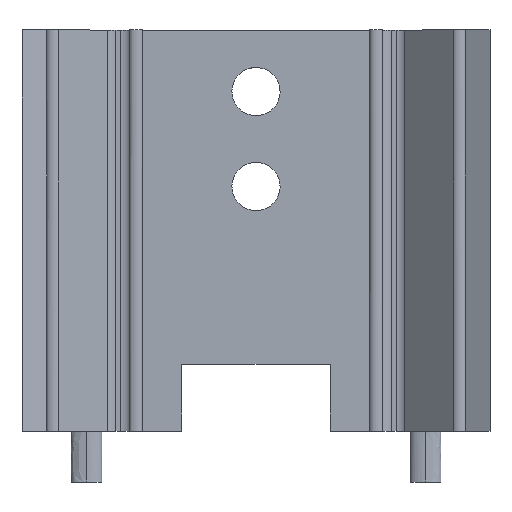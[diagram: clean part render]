
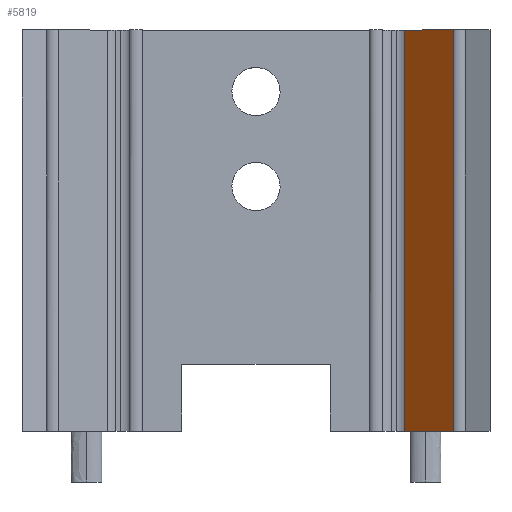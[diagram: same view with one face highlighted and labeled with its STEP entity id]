
A CAD part, top view. The second image highlights one B-rep face of the part: STEP entity #5819.
In plain terms, the highlighted free-form (B-spline) face has degree [1, 1] with [2, 2] control points.
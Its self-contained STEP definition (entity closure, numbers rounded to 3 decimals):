
#53 = B_SPLINE_SURFACE_WITH_KNOTS('',1,1,(
    (#54,#55)
    ,(#56,#57)),.UNSPECIFIED.,.F.,.F.,.F.,(2,2),(2,2),(-0.453,
    24.678),(14.528,29.779),
  .PIECEWISE_BEZIER_KNOTS.);
#54 = CARTESIAN_POINT('',(5.55,0.,-6.283));
#55 = CARTESIAN_POINT('',(20.8,0.,-6.283));
#56 = CARTESIAN_POINT('',(5.55,0.,6.283));
#57 = CARTESIAN_POINT('',(20.8,0.,6.283));
#1704 = VERTEX_POINT('',#1705);
#1705 = CARTESIAN_POINT('',(11.084,0.,2.592));
#1719 = ( BOUNDED_SURFACE() B_SPLINE_SURFACE(2,1,(
    (#1720,#1721)
    ,(#1722,#1723)
    ,(#1724,#1725
)),.UNSPECIFIED.,.F.,.F.,.F.) B_SPLINE_SURFACE_WITH_KNOTS((3,3),(2,2),(
    0.,1.09),(33.5,63.5),.PIECEWISE_BEZIER_KNOTS.) 
GEOMETRIC_REPRESENTATION_ITEM() RATIONAL_B_SPLINE_SURFACE((
    (1.,1.)
    ,(0.855,0.855)
,(1.,1.))) REPRESENTATION_ITEM('') SURFACE() );
#1720 = CARTESIAN_POINT('',(10.481,30.,2.409));
#1721 = CARTESIAN_POINT('',(10.481,0.,
    2.409));
#1722 = CARTESIAN_POINT('',(10.893,30.,2.409));
#1723 = CARTESIAN_POINT('',(10.893,0.,
    2.409));
#1724 = CARTESIAN_POINT('',(11.084,30.,2.592));
#1725 = CARTESIAN_POINT('',(11.084,0.,
    2.592));
#1733 = EDGE_CURVE('',#1704,#1734,#1736,.T.);
#1734 = VERTEX_POINT('',#1735);
#1735 = CARTESIAN_POINT('',(14.792,0.,6.15));
#1736 = SURFACE_CURVE('',#1737,(#1740,#1746),.PCURVE_S1.);
#1737 = B_SPLINE_CURVE_WITH_KNOTS('',1,(#1738,#1739),.UNSPECIFIED.,.F.,
  .F.,(2,2),(-8.024,0.),
  .PIECEWISE_BEZIER_KNOTS.);
#1738 = CARTESIAN_POINT('',(11.084,0.,2.592));
#1739 = CARTESIAN_POINT('',(14.792,0.,6.15));
#1740 = PCURVE('',#53,#1741);
#1741 = DEFINITIONAL_REPRESENTATION('',(#1742),#1745);
#1742 = B_SPLINE_CURVE_WITH_KNOTS('',1,(#1743,#1744),.UNSPECIFIED.,.F.,
  .F.,(2,2),(-8.024,0.),
  .PIECEWISE_BEZIER_KNOTS.);
#1743 = CARTESIAN_POINT('',(17.296,20.062));
#1744 = CARTESIAN_POINT('',(24.412,23.771));
#1745 = ( GEOMETRIC_REPRESENTATION_CONTEXT(2) 
PARAMETRIC_REPRESENTATION_CONTEXT() REPRESENTATION_CONTEXT('2D SPACE',''
  ) );
#1746 = PCURVE('',#1747,#1752);
#1747 = B_SPLINE_SURFACE_WITH_KNOTS('',1,1,(
    (#1748,#1749)
    ,(#1750,#1751
    )),.UNSPECIFIED.,.F.,.F.,.F.,(2,2),(2,2),(0.,
    8.024),(-63.5,-33.5),.PIECEWISE_BEZIER_KNOTS.);
#1748 = CARTESIAN_POINT('',(14.792,0.,6.15));
#1749 = CARTESIAN_POINT('',(14.792,30.,6.15));
#1750 = CARTESIAN_POINT('',(11.084,0.,2.592));
#1751 = CARTESIAN_POINT('',(11.084,30.,2.592));
#1752 = DEFINITIONAL_REPRESENTATION('',(#1753),#1756);
#1753 = B_SPLINE_CURVE_WITH_KNOTS('',1,(#1754,#1755),.UNSPECIFIED.,.F.,
  .F.,(2,2),(-8.024,0.),
  .PIECEWISE_BEZIER_KNOTS.);
#1754 = CARTESIAN_POINT('',(8.024,-63.5));
#1755 = CARTESIAN_POINT('',(0.,-63.5));
#1756 = ( GEOMETRIC_REPRESENTATION_CONTEXT(2) 
PARAMETRIC_REPRESENTATION_CONTEXT() REPRESENTATION_CONTEXT('2D SPACE',''
  ) );
#1778 = ( BOUNDED_SURFACE() B_SPLINE_SURFACE(2,1,(
    (#1779,#1780)
    ,(#1781,#1782)
    ,(#1783,#1784)
    ,(#1785,#1786)
    ,(#1787,#1788
)),.UNSPECIFIED.,.F.,.F.,.F.) B_SPLINE_SURFACE_WITH_KNOTS((3,2,3),(2,2),
  (1.09,2.661,4.232),(33.5,63.5),
.PIECEWISE_BEZIER_KNOTS.) GEOMETRIC_REPRESENTATION_ITEM() 
RATIONAL_B_SPLINE_SURFACE((
    (1.,1.)
    ,(0.707,0.707)
    ,(1.,1.)
    ,(0.707,0.707)
,(1.,1.))) REPRESENTATION_ITEM('') SURFACE() );
#1779 = CARTESIAN_POINT('',(15.595,30.,5.94));
#1780 = CARTESIAN_POINT('',(15.595,0.,
    5.94));
#1781 = CARTESIAN_POINT('',(15.805,30.,6.141));
#1782 = CARTESIAN_POINT('',(15.805,0.,
    6.141));
#1783 = CARTESIAN_POINT('',(15.403,30.,6.246));
#1784 = CARTESIAN_POINT('',(15.403,0.,
    6.246));
#1785 = CARTESIAN_POINT('',(15.001,30.,6.35));
#1786 = CARTESIAN_POINT('',(15.001,0.,
    6.35));
#1787 = CARTESIAN_POINT('',(14.792,30.,6.15));
#1788 = CARTESIAN_POINT('',(14.792,0.,
    6.15));
#2891 = B_SPLINE_SURFACE_WITH_KNOTS('',1,1,(
    (#2892,#2893)
    ,(#2894,#2895
    )),.UNSPECIFIED.,.F.,.F.,.F.,(2,2),(2,2),(12.434,
    37.566),(4.2,45.8),
  .PIECEWISE_BEZIER_KNOTS.);
#2892 = CARTESIAN_POINT('',(-20.8,30.,-6.283));
#2893 = CARTESIAN_POINT('',(20.8,30.,-6.283));
#2894 = CARTESIAN_POINT('',(-20.8,30.,6.283));
#2895 = CARTESIAN_POINT('',(20.8,30.,6.283));
#5770 = EDGE_CURVE('',#5771,#1734,#5773,.T.);
#5771 = VERTEX_POINT('',#5772);
#5772 = CARTESIAN_POINT('',(14.792,30.,6.15));
#5773 = SURFACE_CURVE('',#5774,(#5777,#5784),.PCURVE_S1.);
#5774 = B_SPLINE_CURVE_WITH_KNOTS('',1,(#5775,#5776),.UNSPECIFIED.,.F.,
  .F.,(2,2),(33.5,63.5),.PIECEWISE_BEZIER_KNOTS.);
#5775 = CARTESIAN_POINT('',(14.792,30.,6.15));
#5776 = CARTESIAN_POINT('',(14.792,0.,6.15));
#5777 = PCURVE('',#1778,#5778);
#5778 = DEFINITIONAL_REPRESENTATION('',(#5779),#5783);
#5779 = B_SPLINE_CURVE_WITH_KNOTS('',2,(#5780,#5781,#5782),
  .UNSPECIFIED.,.F.,.F.,(3,3),(33.5,63.5),.PIECEWISE_BEZIER_KNOTS.);
#5780 = CARTESIAN_POINT('',(4.232,33.5));
#5781 = CARTESIAN_POINT('',(4.232,48.5));
#5782 = CARTESIAN_POINT('',(4.232,63.5));
#5783 = ( GEOMETRIC_REPRESENTATION_CONTEXT(2) 
PARAMETRIC_REPRESENTATION_CONTEXT() REPRESENTATION_CONTEXT('2D SPACE',''
  ) );
#5784 = PCURVE('',#1747,#5785);
#5785 = DEFINITIONAL_REPRESENTATION('',(#5786),#5789);
#5786 = B_SPLINE_CURVE_WITH_KNOTS('',1,(#5787,#5788),.UNSPECIFIED.,.F.,
  .F.,(2,2),(33.5,63.5),.PIECEWISE_BEZIER_KNOTS.);
#5787 = CARTESIAN_POINT('',(0.,-33.5));
#5788 = CARTESIAN_POINT('',(0.,-63.5));
#5789 = ( GEOMETRIC_REPRESENTATION_CONTEXT(2) 
PARAMETRIC_REPRESENTATION_CONTEXT() REPRESENTATION_CONTEXT('2D SPACE',''
  ) );
#5819 = ADVANCED_FACE('',(#5820),#1747,.F.);
#5820 = FACE_BOUND('',#5821,.F.);
#5821 = EDGE_LOOP('',(#5822,#5823,#5844,#5862));
#5822 = ORIENTED_EDGE('',*,*,#1733,.F.);
#5823 = ORIENTED_EDGE('',*,*,#5824,.F.);
#5824 = EDGE_CURVE('',#5825,#1704,#5827,.T.);
#5825 = VERTEX_POINT('',#5826);
#5826 = CARTESIAN_POINT('',(11.084,30.,2.592));
#5827 = SURFACE_CURVE('',#5828,(#5831,#5837),.PCURVE_S1.);
#5828 = B_SPLINE_CURVE_WITH_KNOTS('',1,(#5829,#5830),.UNSPECIFIED.,.F.,
  .F.,(2,2),(33.5,63.5),.PIECEWISE_BEZIER_KNOTS.);
#5829 = CARTESIAN_POINT('',(11.084,30.,2.592));
#5830 = CARTESIAN_POINT('',(11.084,0.,2.592));
#5831 = PCURVE('',#1747,#5832);
#5832 = DEFINITIONAL_REPRESENTATION('',(#5833),#5836);
#5833 = B_SPLINE_CURVE_WITH_KNOTS('',1,(#5834,#5835),.UNSPECIFIED.,.F.,
  .F.,(2,2),(33.5,63.5),.PIECEWISE_BEZIER_KNOTS.);
#5834 = CARTESIAN_POINT('',(8.024,-33.5));
#5835 = CARTESIAN_POINT('',(8.024,-63.5));
#5836 = ( GEOMETRIC_REPRESENTATION_CONTEXT(2) 
PARAMETRIC_REPRESENTATION_CONTEXT() REPRESENTATION_CONTEXT('2D SPACE',''
  ) );
#5837 = PCURVE('',#1719,#5838);
#5838 = DEFINITIONAL_REPRESENTATION('',(#5839),#5843);
#5839 = B_SPLINE_CURVE_WITH_KNOTS('',2,(#5840,#5841,#5842),
  .UNSPECIFIED.,.F.,.F.,(3,3),(33.5,63.5),.PIECEWISE_BEZIER_KNOTS.);
#5840 = CARTESIAN_POINT('',(1.09,33.5));
#5841 = CARTESIAN_POINT('',(1.09,48.5));
#5842 = CARTESIAN_POINT('',(1.09,63.5));
#5843 = ( GEOMETRIC_REPRESENTATION_CONTEXT(2) 
PARAMETRIC_REPRESENTATION_CONTEXT() REPRESENTATION_CONTEXT('2D SPACE',''
  ) );
#5844 = ORIENTED_EDGE('',*,*,#5845,.T.);
#5845 = EDGE_CURVE('',#5825,#5771,#5846,.T.);
#5846 = SURFACE_CURVE('',#5847,(#5850,#5856),.PCURVE_S1.);
#5847 = B_SPLINE_CURVE_WITH_KNOTS('',1,(#5848,#5849),.UNSPECIFIED.,.F.,
  .F.,(2,2),(17.71,25.734),.PIECEWISE_BEZIER_KNOTS.);
#5848 = CARTESIAN_POINT('',(11.084,30.,2.592));
#5849 = CARTESIAN_POINT('',(14.792,30.,6.15));
#5850 = PCURVE('',#1747,#5851);
#5851 = DEFINITIONAL_REPRESENTATION('',(#5852),#5855);
#5852 = B_SPLINE_CURVE_WITH_KNOTS('',1,(#5853,#5854),.UNSPECIFIED.,.F.,
  .F.,(2,2),(17.71,25.734),.PIECEWISE_BEZIER_KNOTS.);
#5853 = CARTESIAN_POINT('',(8.024,-33.5));
#5854 = CARTESIAN_POINT('',(0.,-33.5));
#5855 = ( GEOMETRIC_REPRESENTATION_CONTEXT(2) 
PARAMETRIC_REPRESENTATION_CONTEXT() REPRESENTATION_CONTEXT('2D SPACE',''
  ) );
#5856 = PCURVE('',#2891,#5857);
#5857 = DEFINITIONAL_REPRESENTATION('',(#5858),#5861);
#5858 = B_SPLINE_CURVE_WITH_KNOTS('',1,(#5859,#5860),.UNSPECIFIED.,.F.,
  .F.,(2,2),(17.71,25.734),.PIECEWISE_BEZIER_KNOTS.);
#5859 = CARTESIAN_POINT('',(30.184,36.084));
#5860 = CARTESIAN_POINT('',(37.299,39.792));
#5861 = ( GEOMETRIC_REPRESENTATION_CONTEXT(2) 
PARAMETRIC_REPRESENTATION_CONTEXT() REPRESENTATION_CONTEXT('2D SPACE',''
  ) );
#5862 = ORIENTED_EDGE('',*,*,#5770,.T.);
